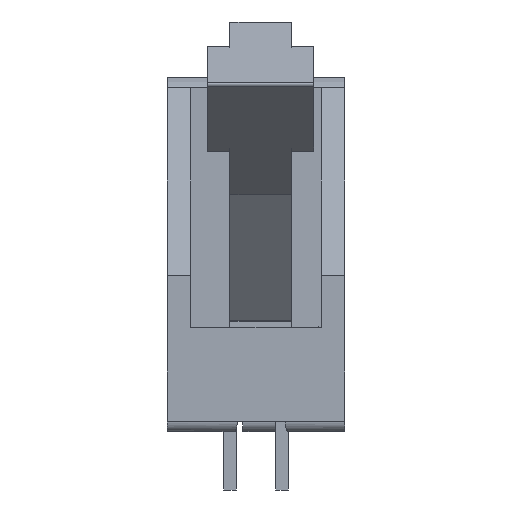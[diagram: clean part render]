
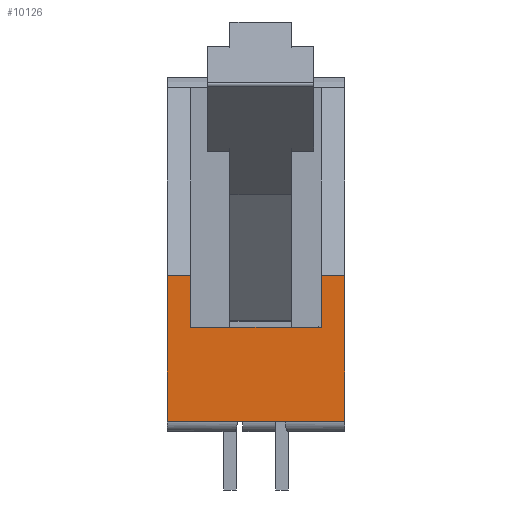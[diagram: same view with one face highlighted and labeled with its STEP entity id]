
A CAD part, left-side view. The second image highlights one B-rep face of the part: STEP entity #10126.
In plain terms, the highlighted planar face has unit normal (-1, 0, 0).
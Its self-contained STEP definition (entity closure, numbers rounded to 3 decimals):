
#262=FACE_OUTER_BOUND($,#919,.T.);
#919=EDGE_LOOP($,(#6859,#6860,#6861,#6862,#6863,#6864,#6865,#6866));
#1568=LINE($,#14439,#2919);
#1622=LINE($,#14879,#2973);
#1698=LINE($,#15051,#3049);
#1699=LINE($,#15054,#3050);
#1700=LINE($,#15056,#3051);
#1701=LINE($,#15058,#3052);
#1702=LINE($,#15059,#3053);
#1703=LINE($,#15060,#3054);
#2919=VECTOR($,#11649,7.112);
#2973=VECTOR($,#11735,7.112);
#3049=VECTOR($,#11881,1.143);
#3050=VECTOR($,#11884,2.54);
#3051=VECTOR($,#11885,6.35);
#3052=VECTOR($,#11886,2.54);
#3053=VECTOR($,#11887,1.143);
#3054=VECTOR($,#11888,8.636);
#4270=VERTEX_POINT($,#14436);
#4271=VERTEX_POINT($,#14438);
#4339=VERTEX_POINT($,#14876);
#4340=VERTEX_POINT($,#14878);
#4401=VERTEX_POINT($,#15049);
#4402=VERTEX_POINT($,#15053);
#4403=VERTEX_POINT($,#15055);
#4404=VERTEX_POINT($,#15057);
#5222=EDGE_CURVE($,#4270,#4271,#1568,.T.);
#5293=EDGE_CURVE($,#4340,#4339,#1622,.T.);
#5381=EDGE_CURVE($,#4270,#4401,#1698,.T.);
#5382=EDGE_CURVE($,#4401,#4402,#1699,.T.);
#5383=EDGE_CURVE($,#4402,#4403,#1700,.T.);
#5384=EDGE_CURVE($,#4403,#4404,#1701,.T.);
#5385=EDGE_CURVE($,#4404,#4340,#1702,.T.);
#5386=EDGE_CURVE($,#4271,#4339,#1703,.T.);
#6859=ORIENTED_EDGE($,*,*,#5381,.T.);
#6860=ORIENTED_EDGE($,*,*,#5382,.T.);
#6861=ORIENTED_EDGE($,*,*,#5383,.T.);
#6862=ORIENTED_EDGE($,*,*,#5384,.T.);
#6863=ORIENTED_EDGE($,*,*,#5385,.T.);
#6864=ORIENTED_EDGE($,*,*,#5293,.T.);
#6865=ORIENTED_EDGE($,*,*,#5386,.F.);
#6866=ORIENTED_EDGE($,*,*,#5222,.F.);
#9507=PLANE($,#10967);
#10126=ADVANCED_FACE($,(#262),#9507,.T.);
#10967=AXIS2_PLACEMENT_3D($,#15052,#11882,#11883);
#11649=DIRECTION($,(0.,0.,-1.));
#11735=DIRECTION($,(0.,0.,-1.));
#11881=DIRECTION($,(0.,1.,0.));
#11882=DIRECTION('center_axis',(-1.,0.,0.));
#11883=DIRECTION('ref_axis',(0.,0.,1.));
#11884=DIRECTION($,(0.,0.,-1.));
#11885=DIRECTION($,(0.,1.,0.));
#11886=DIRECTION($,(0.,0.,1.));
#11887=DIRECTION($,(0.,1.,0.));
#11888=DIRECTION($,(0.,1.,0.));
#14436=CARTESIAN_POINT('',(-35.052,-4.318,7.62));
#14438=CARTESIAN_POINT('',(-35.052,-4.318,0.508));
#14439=CARTESIAN_POINT($,(-35.052,-4.318,7.62));
#14876=CARTESIAN_POINT('',(-35.052,4.318,0.508));
#14878=CARTESIAN_POINT('',(-35.052,4.318,7.62));
#14879=CARTESIAN_POINT($,(-35.052,4.318,7.62));
#15049=CARTESIAN_POINT('',(-35.052,-3.175,7.62));
#15051=CARTESIAN_POINT($,(-35.052,-4.318,7.62));
#15052=CARTESIAN_POINT('Origin',(-35.052,4.491,7.762));
#15053=CARTESIAN_POINT('',(-35.052,-3.175,5.08));
#15054=CARTESIAN_POINT($,(-35.052,-3.175,7.62));
#15055=CARTESIAN_POINT('',(-35.052,3.175,5.08));
#15056=CARTESIAN_POINT($,(-35.052,-3.175,5.08));
#15057=CARTESIAN_POINT('',(-35.052,3.175,7.62));
#15058=CARTESIAN_POINT($,(-35.052,3.175,5.08));
#15059=CARTESIAN_POINT($,(-35.052,3.175,7.62));
#15060=CARTESIAN_POINT($,(-35.052,-4.318,0.508));
